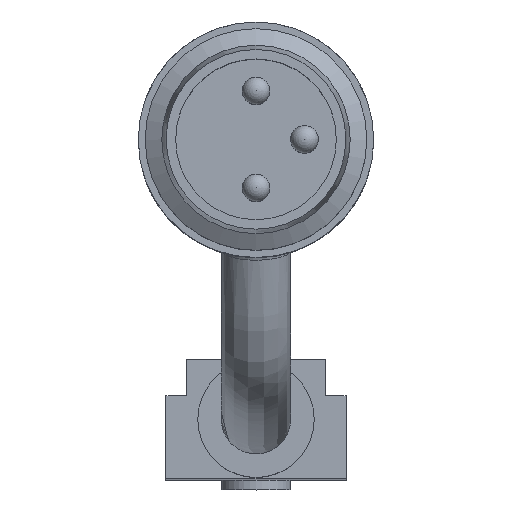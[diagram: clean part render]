
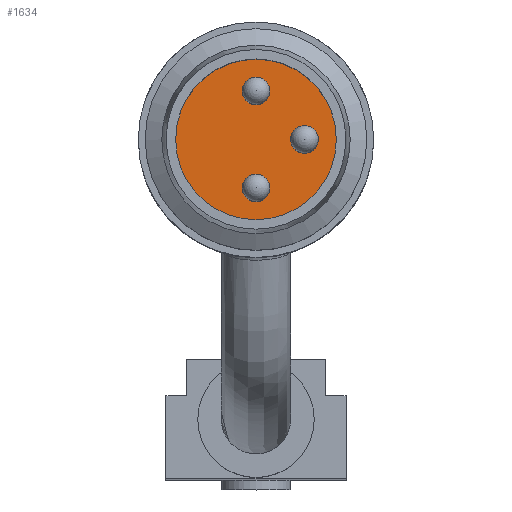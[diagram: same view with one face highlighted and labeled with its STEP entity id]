
A CAD part, top view. The second image highlights one B-rep face of the part: STEP entity #1634.
In plain terms, the highlighted planar face has unit normal (0, 0, 1).
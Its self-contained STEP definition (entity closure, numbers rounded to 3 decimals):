
#72=FACE_BOUND('',#368,.T.);
#73=FACE_BOUND('',#369,.T.);
#74=FACE_BOUND('',#370,.T.);
#75=FACE_BOUND('',#371,.T.);
#368=EDGE_LOOP('',(#1385));
#369=EDGE_LOOP('',(#1386));
#370=EDGE_LOOP('',(#1387));
#371=EDGE_LOOP('',(#1388));
#466=CIRCLE('',#1772,0.5);
#468=CIRCLE('',#1776,0.5);
#470=CIRCLE('',#1780,0.5);
#476=CIRCLE('',#1792,2.9);
#792=VERTEX_POINT('',#3084);
#794=VERTEX_POINT('',#3090);
#796=VERTEX_POINT('',#3096);
#802=VERTEX_POINT('',#3114);
#997=EDGE_CURVE('',#792,#792,#466,.T.);
#999=EDGE_CURVE('',#794,#794,#468,.T.);
#1001=EDGE_CURVE('',#796,#796,#470,.T.);
#1007=EDGE_CURVE('',#802,#802,#476,.T.);
#1385=ORIENTED_EDGE('',*,*,#997,.T.);
#1386=ORIENTED_EDGE('',*,*,#999,.T.);
#1387=ORIENTED_EDGE('',*,*,#1001,.T.);
#1388=ORIENTED_EDGE('',*,*,#1007,.F.);
#1550=PLANE('',#1791);
#1634=ADVANCED_FACE('',(#72,#73,#74,#75),#1550,.T.);
#1772=AXIS2_PLACEMENT_3D('',#3085,#2101,#2102);
#1776=AXIS2_PLACEMENT_3D('',#3091,#2109,#2110);
#1780=AXIS2_PLACEMENT_3D('',#3097,#2117,#2118);
#1791=AXIS2_PLACEMENT_3D('',#3113,#2139,#2140);
#1792=AXIS2_PLACEMENT_3D('',#3115,#2141,#2142);
#2101=DIRECTION('center_axis',(0.,0.,-1.));
#2102=DIRECTION('ref_axis',(-1.,0.,0.));
#2109=DIRECTION('center_axis',(0.,0.,-1.));
#2110=DIRECTION('ref_axis',(-1.,0.,0.));
#2117=DIRECTION('center_axis',(0.,0.,-1.));
#2118=DIRECTION('ref_axis',(-1.,0.,0.));
#2139=DIRECTION('center_axis',(0.,0.,1.));
#2140=DIRECTION('ref_axis',(1.,0.,0.));
#2141=DIRECTION('center_axis',(0.,0.,-1.));
#2142=DIRECTION('ref_axis',(0.,1.,0.));
#3084=CARTESIAN_POINT('',(0.5,8.25,85.92));
#3085=CARTESIAN_POINT('Origin',(0.,8.25,85.92));
#3090=CARTESIAN_POINT('',(2.25,10.,85.92));
#3091=CARTESIAN_POINT('Origin',(1.75,10.,85.92));
#3096=CARTESIAN_POINT('',(0.5,11.75,85.92));
#3097=CARTESIAN_POINT('Origin',(0.,11.75,85.92));
#3113=CARTESIAN_POINT('Origin',(0.,11.45,85.92));
#3114=CARTESIAN_POINT('',(0.,12.9,85.92));
#3115=CARTESIAN_POINT('Origin',(0.,10.,85.92));
